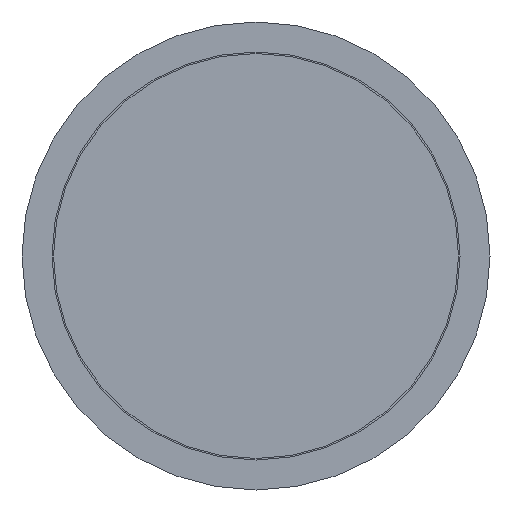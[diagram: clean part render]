
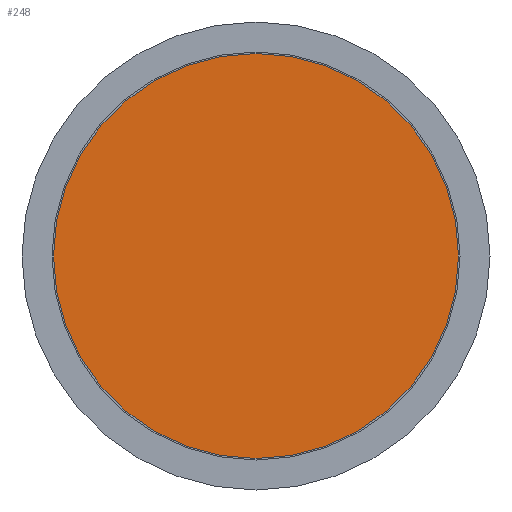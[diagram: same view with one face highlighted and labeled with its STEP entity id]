
A CAD part, front view. The second image highlights one B-rep face of the part: STEP entity #248.
In plain terms, the highlighted planar face has unit normal (0, -1, 0).
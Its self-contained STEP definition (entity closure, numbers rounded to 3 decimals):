
#23 = CARTESIAN_POINT ( 'NONE',  ( 0., 0., -33.75 ) ) ;
#108 = CIRCLE ( 'NONE', #416, 33.75 ) ;
#228 = CARTESIAN_POINT ( 'NONE',  ( -33.75, 0., 0. ) ) ;
#248 = ADVANCED_FACE ( 'NONE', ( #597 ), #297, .F. ) ;
#297 = PLANE ( 'NONE',  #464 ) ;
#312 = DIRECTION ( 'NONE',  ( 0., -1., 0. ) ) ;
#317 = CARTESIAN_POINT ( 'NONE',  ( 0., 0., 0. ) ) ;
#321 = EDGE_CURVE ( 'NONE', #528, #528, #108, .T. ) ;
#332 = DIRECTION ( 'NONE',  ( 0., 0., -1. ) ) ;
#350 = ORIENTED_EDGE ( 'NONE', *, *, #321, .T. ) ;
#416 = AXIS2_PLACEMENT_3D ( 'NONE', #317, #312, #332 ) ;
#464 = AXIS2_PLACEMENT_3D ( 'NONE', #228, #533, #834 ) ;
#528 = VERTEX_POINT ( 'NONE', #23 ) ;
#533 = DIRECTION ( 'NONE',  ( 0., 1., 0. ) ) ;
#597 = FACE_OUTER_BOUND ( 'NONE', #856, .T. ) ;
#834 = DIRECTION ( 'NONE',  ( 0., 0., 1. ) ) ;
#856 = EDGE_LOOP ( 'NONE', ( #350 ) ) ;
